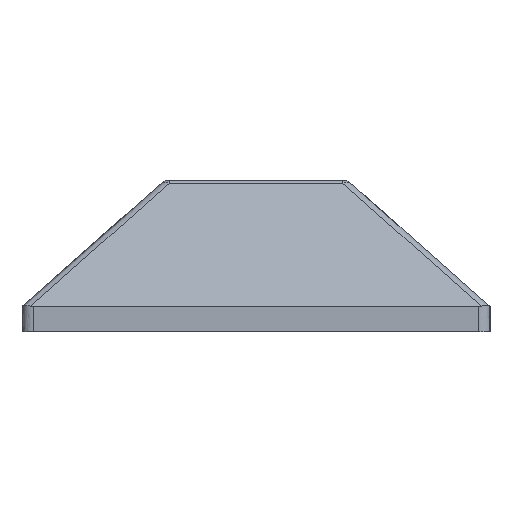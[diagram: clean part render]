
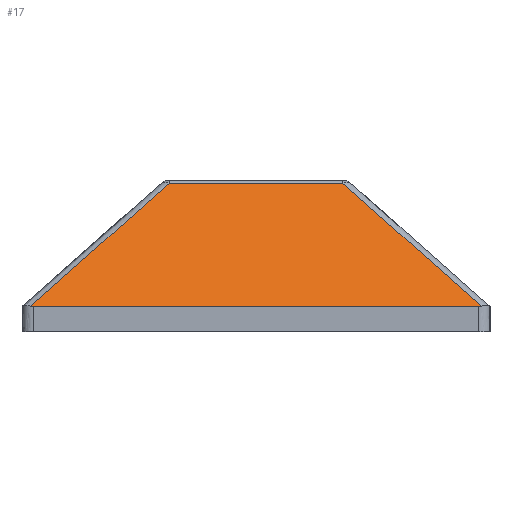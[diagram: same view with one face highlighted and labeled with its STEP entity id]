
A CAD part, left-side view. The second image highlights one B-rep face of the part: STEP entity #17.
In plain terms, the highlighted free-form (B-spline) face has degree [1, 1] with [2, 2] control points.
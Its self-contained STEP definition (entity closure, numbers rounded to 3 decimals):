
#17=ADVANCED_FACE('',(#53),#547,.T.);
#53=FACE_OUTER_BOUND('',#89,.T.);
#89=EDGE_LOOP('',(#127,#128,#129,#130,#131,#132));
#127=ORIENTED_EDGE('',*,*,#297,.F.);
#128=ORIENTED_EDGE('',*,*,#295,.F.);
#129=ORIENTED_EDGE('',*,*,#296,.F.);
#130=ORIENTED_EDGE('',*,*,#299,.T.);
#131=ORIENTED_EDGE('',*,*,#298,.F.);
#132=ORIENTED_EDGE('',*,*,#300,.F.);
#295=EDGE_CURVE('',#464,#463,#403,.T.);
#296=EDGE_CURVE('',#465,#464,#404,.T.);
#297=EDGE_CURVE('',#463,#466,#405,.T.);
#298=EDGE_CURVE('',#467,#468,#406,.T.);
#299=EDGE_CURVE('',#465,#468,#379,.T.);
#300=EDGE_CURVE('',#466,#467,#380,.T.);
#379=(
BOUNDED_CURVE()
B_SPLINE_CURVE(1,(#829,#830),.UNSPECIFIED.,.F.,.F.)
B_SPLINE_CURVE_WITH_KNOTS((2,2),(0.093,4.31),
 .UNSPECIFIED.)
CURVE()
GEOMETRIC_REPRESENTATION_ITEM()
RATIONAL_B_SPLINE_CURVE((1.,1.))
REPRESENTATION_ITEM('')
);
#380=(
BOUNDED_CURVE()
B_SPLINE_CURVE(1,(#831,#832),.UNSPECIFIED.,.F.,.F.)
B_SPLINE_CURVE_WITH_KNOTS((2,2),(0.093,4.31),
 .UNSPECIFIED.)
CURVE()
GEOMETRIC_REPRESENTATION_ITEM()
RATIONAL_B_SPLINE_CURVE((1.,1.))
REPRESENTATION_ITEM('')
);
#403=B_SPLINE_CURVE_WITH_KNOTS('',1,(#801,#802),.UNSPECIFIED.,.F.,.F.,(2,
2),(-56.189,-52.831),.UNSPECIFIED.);
#404=B_SPLINE_CURVE_WITH_KNOTS('',3,(#803,#804,#805,#806,#807,#808,#809,
#810,#811,#812,#813,#814),.UNSPECIFIED.,.F.,.F.,(4,1,1,1,1,1,1,1,1,4),(0.,
0.006,0.012,0.018,0.024,
0.03,0.036,0.042,0.047,
0.053),.UNSPECIFIED.);
#405=B_SPLINE_CURVE_WITH_KNOTS('',3,(#815,#816,#817,#818,#819,#820,#821,
#822,#823,#824,#825,#826),.UNSPECIFIED.,.F.,.F.,(4,1,1,1,1,1,1,1,1,4),(0.,
0.006,0.011,0.017,0.023,
0.029,0.035,0.041,0.047,
0.053),.UNSPECIFIED.);
#406=B_SPLINE_CURVE_WITH_KNOTS('',1,(#827,#828),.UNSPECIFIED.,.F.,.F.,(2,
2),(0.083,3.117),.UNSPECIFIED.);
#463=VERTEX_POINT('',#749);
#464=VERTEX_POINT('',#750);
#465=VERTEX_POINT('',#751);
#466=VERTEX_POINT('',#752);
#467=VERTEX_POINT('',#753);
#468=VERTEX_POINT('',#754);
#547=B_SPLINE_SURFACE_WITH_KNOTS('',1,1,((#609,#610),(#611,#612)),
 .UNSPECIFIED.,.F.,.F.,.F.,(2,2),(2,2),(52.745,56.275),
(0.,4.33),.UNSPECIFIED.);
#609=CARTESIAN_POINT('',(7070.086,36.288,-19.944));
#610=CARTESIAN_POINT('',(7090.679,13.026,0.649));
#611=CARTESIAN_POINT('',(7070.086,-40.01,-19.944));
#612=CARTESIAN_POINT('',(7090.679,-16.748,0.649));
#749=CARTESIAN_POINT('',(7070.086,34.427,-19.944));
#750=CARTESIAN_POINT('',(7070.086,-38.149,-19.944));
#751=CARTESIAN_POINT('',(7070.142,-38.63,-19.888));
#752=CARTESIAN_POINT('',(7070.142,34.908,-19.888));
#753=CARTESIAN_POINT('',(7090.196,12.255,0.166));
#754=CARTESIAN_POINT('',(7090.196,-15.977,0.166));
#801=CARTESIAN_POINT('',(7070.086,-38.149,-19.944));
#802=CARTESIAN_POINT('',(7070.086,34.427,-19.944));
#803=CARTESIAN_POINT('',(7070.142,-38.63,-19.888));
#804=CARTESIAN_POINT('',(7070.138,-38.612,-19.892));
#805=CARTESIAN_POINT('',(7070.13,-38.576,-19.9));
#806=CARTESIAN_POINT('',(7070.119,-38.522,-19.911));
#807=CARTESIAN_POINT('',(7070.11,-38.467,-19.92));
#808=CARTESIAN_POINT('',(7070.103,-38.413,-19.928));
#809=CARTESIAN_POINT('',(7070.096,-38.36,-19.934));
#810=CARTESIAN_POINT('',(7070.092,-38.306,-19.939));
#811=CARTESIAN_POINT('',(7070.088,-38.253,-19.942));
#812=CARTESIAN_POINT('',(7070.086,-38.201,-19.944));
#813=CARTESIAN_POINT('',(7070.086,-38.166,-19.944));
#814=CARTESIAN_POINT('',(7070.086,-38.149,-19.944));
#815=CARTESIAN_POINT('',(7070.086,34.427,-19.944));
#816=CARTESIAN_POINT('',(7070.086,34.444,-19.944));
#817=CARTESIAN_POINT('',(7070.086,34.479,-19.944));
#818=CARTESIAN_POINT('',(7070.088,34.531,-19.942));
#819=CARTESIAN_POINT('',(7070.092,34.584,-19.939));
#820=CARTESIAN_POINT('',(7070.096,34.638,-19.934));
#821=CARTESIAN_POINT('',(7070.103,34.692,-19.928));
#822=CARTESIAN_POINT('',(7070.11,34.746,-19.92));
#823=CARTESIAN_POINT('',(7070.119,34.8,-19.911));
#824=CARTESIAN_POINT('',(7070.13,34.854,-19.9));
#825=CARTESIAN_POINT('',(7070.138,34.89,-19.892));
#826=CARTESIAN_POINT('',(7070.142,34.908,-19.888));
#827=CARTESIAN_POINT('',(7090.196,12.255,0.166));
#828=CARTESIAN_POINT('',(7090.196,-15.977,0.166));
#829=CARTESIAN_POINT('',(7070.142,-38.63,-19.888));
#830=CARTESIAN_POINT('',(7090.196,-15.977,0.166));
#831=CARTESIAN_POINT('',(7070.142,34.908,-19.888));
#832=CARTESIAN_POINT('',(7090.196,12.255,0.166));
